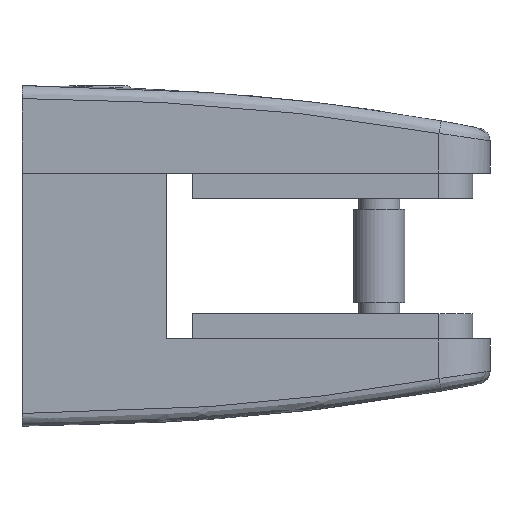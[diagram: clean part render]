
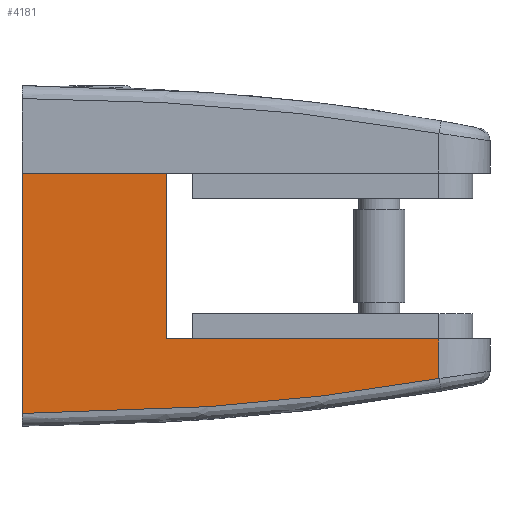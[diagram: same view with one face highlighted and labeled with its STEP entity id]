
A CAD part, front view. The second image highlights one B-rep face of the part: STEP entity #4181.
In plain terms, the highlighted planar face has unit normal (0, -1, 0).
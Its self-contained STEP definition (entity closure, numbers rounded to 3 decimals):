
#66 = CARTESIAN_POINT ( 'NONE',  ( -6., -30., -14.402 ) ) ;
#90 = CARTESIAN_POINT ( 'NONE',  ( -50.897, -30., -18.476 ) ) ;
#137 = LINE ( 'NONE', #4305, #2116 ) ;
#190 = DIRECTION ( 'NONE',  ( -1., 0., 0. ) ) ;
#293 = DIRECTION ( 'NONE',  ( -1., 0., 0. ) ) ;
#312 = LINE ( 'NONE', #2398, #1326 ) ;
#349 = CARTESIAN_POINT ( 'NONE',  ( -38.596, -30., -18.064 ) ) ;
#435 = CARTESIAN_POINT ( 'NONE',  ( -6., -30., -9.75 ) ) ;
#757 = CARTESIAN_POINT ( 'NONE',  ( -46.795, -30., -18.389 ) ) ;
#861 = ORIENTED_EDGE ( 'NONE', *, *, #2202, .F. ) ;
#988 = DIRECTION ( 'NONE',  ( 0., 0., -1. ) ) ;
#999 = CARTESIAN_POINT ( 'NONE',  ( -55., -30., 9.73 ) ) ;
#1120 = CARTESIAN_POINT ( 'NONE',  ( -26.319, -30., -17.181 ) ) ;
#1249 = DIRECTION ( 'NONE',  ( -1., 0., 0. ) ) ;
#1278 = EDGE_CURVE ( 'NONE', #2720, #1554, #312, .T. ) ;
#1289 = ORIENTED_EDGE ( 'NONE', *, *, #2995, .T. ) ;
#1305 = VECTOR ( 'NONE', #1864, 1000. ) ;
#1326 = VECTOR ( 'NONE', #293, 1000. ) ;
#1541 = LINE ( 'NONE', #4062, #1305 ) ;
#1554 = VERTEX_POINT ( 'NONE', #2310 ) ;
#1592 = CARTESIAN_POINT ( 'NONE',  ( -55., -30., -18.5 ) ) ;
#1673 = VECTOR ( 'NONE', #988, 1000. ) ;
#1699 = CARTESIAN_POINT ( 'NONE',  ( -6., -30., -14.402 ) ) ;
#1715 = DIRECTION ( 'NONE',  ( -1., 0., 0. ) ) ;
#1864 = DIRECTION ( 'NONE',  ( 0., 0., 1. ) ) ;
#2104 = CARTESIAN_POINT ( 'NONE',  ( -10.038, -30., -15.136 ) ) ;
#2116 = VECTOR ( 'NONE', #190, 1000. ) ;
#2202 = EDGE_CURVE ( 'NONE', #2720, #2236, #2420, .T. ) ;
#2224 = ORIENTED_EDGE ( 'NONE', *, *, #1278, .T. ) ;
#2236 = VERTEX_POINT ( 'NONE', #1699 ) ;
#2296 = AXIS2_PLACEMENT_3D ( 'NONE', #2943, #4404, #1249 ) ;
#2310 = CARTESIAN_POINT ( 'NONE',  ( -38., -30., -9.75 ) ) ;
#2331 = ORIENTED_EDGE ( 'NONE', *, *, #2760, .T. ) ;
#2398 = CARTESIAN_POINT ( 'NONE',  ( -80., -30., -9.75 ) ) ;
#2420 = LINE ( 'NONE', #3139, #1673 ) ;
#2444 = VERTEX_POINT ( 'NONE', #2649 ) ;
#2478 = CARTESIAN_POINT ( 'NONE',  ( -55., -30., -18.5 ) ) ;
#2549 = ORIENTED_EDGE ( 'NONE', *, *, #2705, .T. ) ;
#2591 = FACE_OUTER_BOUND ( 'NONE', #4319, .T. ) ;
#2649 = CARTESIAN_POINT ( 'NONE',  ( -38., -30., 9.73 ) ) ;
#2703 = B_SPLINE_CURVE_WITH_KNOTS ( 'NONE', 3,
 ( #2478, #90, #757, #349, #3233, #1120, #3877, #3940, #2104, #66 ),
 .UNSPECIFIED., .F., .F.,
 ( 4, 2, 2, 2, 4 ),
 ( 0., 0.012, 0.025, 0.037, 0.049 ),
 .UNSPECIFIED. ) ;
#2705 = EDGE_CURVE ( 'NONE', #2444, #2992, #137, .T. ) ;
#2707 = VERTEX_POINT ( 'NONE', #1592 ) ;
#2720 = VERTEX_POINT ( 'NONE', #435 ) ;
#2724 = CARTESIAN_POINT ( 'NONE',  ( -500055., -30., 0. ) ) ;
#2760 = EDGE_CURVE ( 'NONE', #1554, #2444, #1541, .T. ) ;
#2943 = CARTESIAN_POINT ( 'NONE',  ( -80., -30., 20. ) ) ;
#2992 = VERTEX_POINT ( 'NONE', #999 ) ;
#2995 = EDGE_CURVE ( 'NONE', #2992, #2707, #3157, .T. ) ;
#3017 = PLANE ( 'NONE',  #2296 ) ;
#3139 = CARTESIAN_POINT ( 'NONE',  ( -6., -30., 20. ) ) ;
#3149 = DIRECTION ( 'NONE',  ( 0., 1., 0. ) ) ;
#3157 = CIRCLE ( 'NONE', #3883, 500000. ) ;
#3233 = CARTESIAN_POINT ( 'NONE',  ( -34.498, -30., -17.827 ) ) ;
#3761 = ORIENTED_EDGE ( 'NONE', *, *, #4403, .T. ) ;
#3877 = CARTESIAN_POINT ( 'NONE',  ( -22.235, -30., -16.771 ) ) ;
#3883 = AXIS2_PLACEMENT_3D ( 'NONE', #2724, #3149, #1715 ) ;
#3940 = CARTESIAN_POINT ( 'NONE',  ( -14.094, -30., -15.748 ) ) ;
#4062 = CARTESIAN_POINT ( 'NONE',  ( -38., -30., 20. ) ) ;
#4181 = ADVANCED_FACE ( 'NONE', ( #2591 ), #3017, .F. ) ;
#4305 = CARTESIAN_POINT ( 'NONE',  ( -80., -30., 9.73 ) ) ;
#4319 = EDGE_LOOP ( 'NONE', ( #1289, #3761, #861, #2224, #2331, #2549 ) ) ;
#4403 = EDGE_CURVE ( 'NONE', #2707, #2236, #2703, .T. ) ;
#4404 = DIRECTION ( 'NONE',  ( 0., 1., 0. ) ) ;
